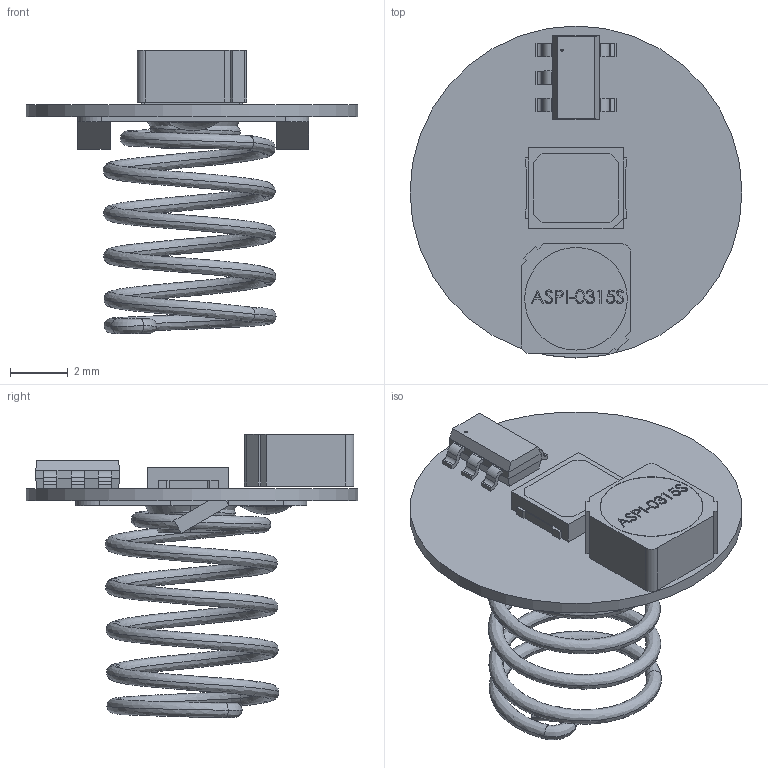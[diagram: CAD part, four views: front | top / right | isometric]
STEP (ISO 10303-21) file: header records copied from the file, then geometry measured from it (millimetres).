
FILE_DESCRIPTION(('Open CASCADE Model'),'2;1');
FILE_NAME('Open CASCADE Shape Model','2025-04-14T14:08:06',('Author'),( 'Open CASCADE'),'Open CASCADE STEP processor 7.5','Open CASCADE 7.5' ,'Unknown');
FILE_SCHEMA(('AUTOMOTIVE_DESIGN { 1 0 10303 214 1 1 1 1 }'));
Length unit declared in the file: millimetre
Products named in the file (11): PCB; Board; Open CASCADE STEP translator 7.5 1.1.1; BATT1; 5203; L1; ASPI-0315S; U1; 6036632432; D1; OF-SMD2835Y--3DModel-STEP-56544
Assembly tree (10 placements, depth 3):
  PCB
    Board
      Open CASCADE STEP translator 7.5 1.1.1
    BATT1
      5203
    L1
      ASPI-0315S
    U1
      6036632432
    D1
      OF-SMD2835Y--3DModel-STEP-56544
Bounding box: 11.5 x 11.5 x 9.83 mm (x, y, z)
Volume: 134.5 mm3; surface area: 678.2 mm2
Topology: 15 solids, 15 shells, 404 faces, 1021 edges, 668 vertices
Faces by surface type: plane 247, bspline 87, cylinder 52, torus 10, sphere 4, cone 4
Full cylindrical faces by diameter (mm): 0.08 x1, 11.5 x1
Entity records: 19773 total; most frequent: CARTESIAN_POINT 8126, ORIENTED_EDGE 2042, DIRECTION 1652, EDGE_CURVE 1021, LINE 700, VECTOR 700, VERTEX_POINT 668, AXIS2_PLACEMENT_3D 476
